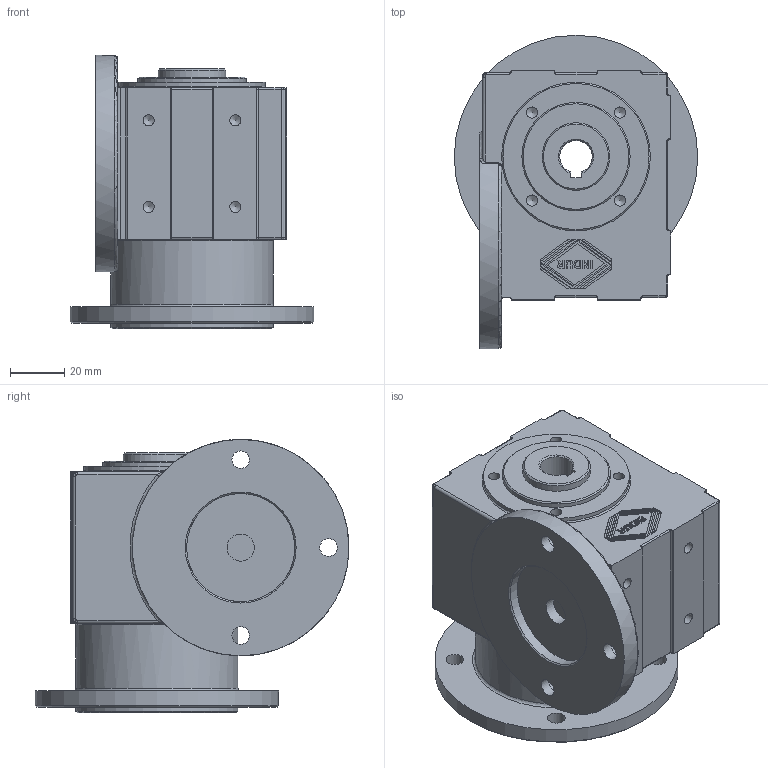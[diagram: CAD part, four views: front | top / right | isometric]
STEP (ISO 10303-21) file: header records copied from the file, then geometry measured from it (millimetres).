
FILE_DESCRIPTION((''),'2;1');
FILE_NAME('A31_B51F90HW_M1.ipt.stp','2010-03-02T08:43:28',('INDUR'),(''),'Autodesk Inventor 2010','Autodesk Inventor 2010','');
FILE_SCHEMA(('CONFIG_CONTROL_DESIGN'));
Length unit declared in the file: millimetre
Products named in the file (1): A31_B51F90HW_M1
Bounding box: 90 x 116 x 101 mm (x, y, z)
Volume: 418995 mm3; surface area: 57124.9 mm2
Topology: 1 solids, 1 shells, 471 faces, 1264 edges, 823 vertices
Faces by surface type: plane 231, bspline 134, cylinder 88, cone 13, torus 5
Full cylindrical faces by diameter (mm): 4.134 x4, 10 x1, 25 x2, 35 x1, 40 x2, 54 x1, 60 x2, 90 x1
Entity records: 17728 total; most frequent: CARTESIAN_POINT 6369, ORIENTED_EDGE 2340, DIRECTION 1974, EDGE_CURVE 1170, VERTEX_POINT 790, VECTOR 744, LINE 744, AXIS2_PLACEMENT_3D 615
